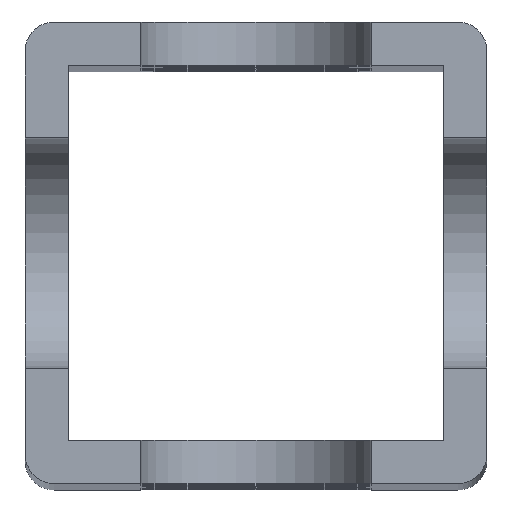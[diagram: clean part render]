
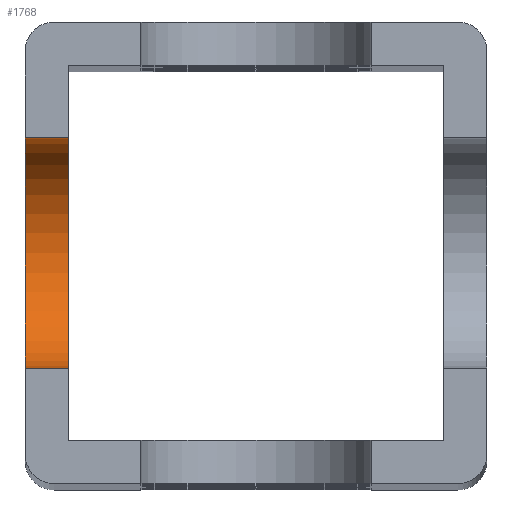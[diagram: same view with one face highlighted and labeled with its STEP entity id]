
A CAD part, top view. The second image highlights one B-rep face of the part: STEP entity #1768.
In plain terms, the highlighted cylindrical face has radius 4 mm (diameter 8 mm), a partial arc.
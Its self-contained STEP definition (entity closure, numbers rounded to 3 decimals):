
#18 = DIRECTION ( 'NONE',  ( 0., -1., 0. ) ) ;
#47 = FACE_OUTER_BOUND ( 'NONE', #838, .T. ) ;
#106 = ORIENTED_EDGE ( 'NONE', *, *, #3076, .F. ) ;
#177 = VERTEX_POINT ( 'NONE', #2817 ) ;
#286 = ORIENTED_EDGE ( 'NONE', *, *, #2908, .F. ) ;
#415 = AXIS2_PLACEMENT_3D ( 'NONE', #2074, #5052, #2532 ) ;
#424 = DIRECTION ( 'NONE',  ( 1., 0., 0. ) ) ;
#593 = VECTOR ( 'NONE', #424, 1000. ) ;
#724 = DIRECTION ( 'NONE',  ( 1., 0., 0. ) ) ;
#833 = AXIS2_PLACEMENT_3D ( 'NONE', #5178, #2683, #18 ) ;
#838 = EDGE_LOOP ( 'NONE', ( #4039, #106, #3851, #286 ) ) ;
#1055 = VERTEX_POINT ( 'NONE', #5119 ) ;
#1210 = CARTESIAN_POINT ( 'NONE',  ( 49.758, 65.609, 157.792 ) ) ;
#1325 = CARTESIAN_POINT ( 'NONE',  ( 49.758, 69.609, 157.792 ) ) ;
#1457 = AXIS2_PLACEMENT_3D ( 'NONE', #1210, #724, #4289 ) ;
#1551 = LINE ( 'NONE', #5297, #4757 ) ;
#1706 = CIRCLE ( 'NONE', #833, 4. ) ;
#1768 = ADVANCED_FACE ( 'NONE', ( #47 ), #3181, .F. ) ;
#2036 = CIRCLE ( 'NONE', #415, 4. ) ;
#2074 = CARTESIAN_POINT ( 'NONE',  ( 49.758, 65.609, 157.792 ) ) ;
#2532 = DIRECTION ( 'NONE',  ( 0., 1., 0. ) ) ;
#2578 = EDGE_CURVE ( 'NONE', #3051, #3475, #1706, .T. ) ;
#2683 = DIRECTION ( 'NONE',  ( -1., 0., 0. ) ) ;
#2817 = CARTESIAN_POINT ( 'NONE',  ( 49.758, 61.609, 157.792 ) ) ;
#2908 = EDGE_CURVE ( 'NONE', #1055, #3051, #3103, .T. ) ;
#3051 = VERTEX_POINT ( 'NONE', #4150 ) ;
#3076 = EDGE_CURVE ( 'NONE', #3475, #177, #1551, .T. ) ;
#3103 = LINE ( 'NONE', #1325, #593 ) ;
#3163 = EDGE_CURVE ( 'NONE', #177, #1055, #2036, .T. ) ;
#3181 = CYLINDRICAL_SURFACE ( 'NONE', #1457, 4. ) ;
#3475 = VERTEX_POINT ( 'NONE', #3580 ) ;
#3580 = CARTESIAN_POINT ( 'NONE',  ( 51.258, 61.609, 157.792 ) ) ;
#3851 = ORIENTED_EDGE ( 'NONE', *, *, #2578, .F. ) ;
#4039 = ORIENTED_EDGE ( 'NONE', *, *, #3163, .F. ) ;
#4150 = CARTESIAN_POINT ( 'NONE',  ( 51.258, 69.609, 157.792 ) ) ;
#4289 = DIRECTION ( 'NONE',  ( 0., 1., 0. ) ) ;
#4757 = VECTOR ( 'NONE', #4955, 1000. ) ;
#4955 = DIRECTION ( 'NONE',  ( -1., 0., 0. ) ) ;
#5052 = DIRECTION ( 'NONE',  ( 1., 0., 0. ) ) ;
#5119 = CARTESIAN_POINT ( 'NONE',  ( 49.758, 69.609, 157.792 ) ) ;
#5178 = CARTESIAN_POINT ( 'NONE',  ( 51.258, 65.609, 157.792 ) ) ;
#5297 = CARTESIAN_POINT ( 'NONE',  ( 49.758, 61.609, 157.792 ) ) ;
